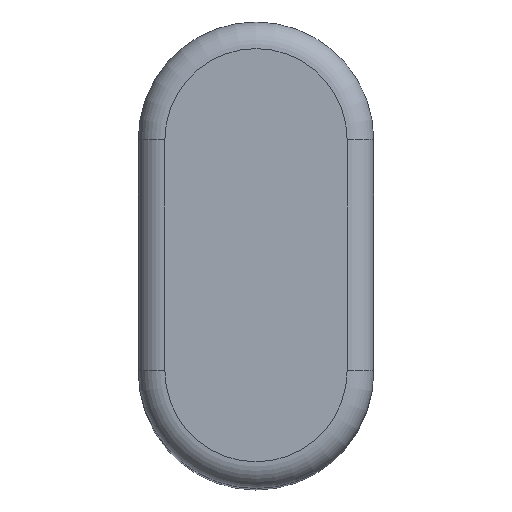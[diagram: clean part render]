
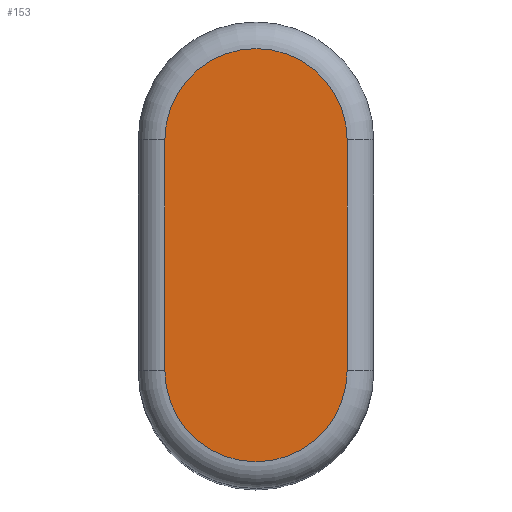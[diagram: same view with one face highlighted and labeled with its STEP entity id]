
A CAD part, top view. The second image highlights one B-rep face of the part: STEP entity #153.
In plain terms, the highlighted planar face has unit normal (0, 0, 1).
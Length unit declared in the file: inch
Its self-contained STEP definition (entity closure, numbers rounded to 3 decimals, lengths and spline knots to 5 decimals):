
#16=PLANE('',#180);
#27=FACE_OUTER_BOUND('',#37,.T.);
#37=EDGE_LOOP('',(#127,#128,#129,#130));
#41=LINE('',#243,#51);
#44=LINE('',#261,#54);
#51=VECTOR('',#191,0.3937);
#54=VECTOR('',#214,0.3937);
#64=CIRCLE('',#170,0.05129);
#68=CIRCLE('',#175,0.05129);
#72=VERTEX_POINT('',#240);
#73=VERTEX_POINT('',#242);
#76=VERTEX_POINT('',#249);
#77=VERTEX_POINT('',#254);
#84=EDGE_CURVE('',#72,#73,#41,.T.);
#88=EDGE_CURVE('',#76,#72,#64,.T.);
#92=EDGE_CURVE('',#73,#77,#68,.T.);
#94=EDGE_CURVE('',#77,#76,#44,.T.);
#127=ORIENTED_EDGE('',*,*,#84,.F.);
#128=ORIENTED_EDGE('',*,*,#88,.F.);
#129=ORIENTED_EDGE('',*,*,#94,.F.);
#130=ORIENTED_EDGE('',*,*,#92,.F.);
#153=ADVANCED_FACE('',(#27),#16,.T.);
#170=AXIS2_PLACEMENT_3D('',#251,#199,#200);
#175=AXIS2_PLACEMENT_3D('',#258,#209,#210);
#180=AXIS2_PLACEMENT_3D('',#272,#225,#226);
#191=DIRECTION('',(0.,1.,0.));
#199=DIRECTION('center_axis',(0.,0.,-1.));
#200=DIRECTION('ref_axis',(0.,-1.,0.));
#209=DIRECTION('center_axis',(0.,0.,-1.));
#210=DIRECTION('ref_axis',(0.,1.,0.));
#214=DIRECTION('',(0.,-1.,0.));
#225=DIRECTION('center_axis',(0.,0.,1.));
#226=DIRECTION('ref_axis',(1.,0.,0.));
#240=CARTESIAN_POINT('',(-0.05129,0.57,0.25));
#242=CARTESIAN_POINT('',(-0.05129,0.7,0.25));
#243=CARTESIAN_POINT('',(-0.05129,0.6025,0.25));
#249=CARTESIAN_POINT('',(0.05129,0.57,0.25));
#251=CARTESIAN_POINT('Origin',(0.,0.57,0.25));
#254=CARTESIAN_POINT('',(0.05129,0.7,0.25));
#258=CARTESIAN_POINT('Origin',(0.,0.7,0.25));
#261=CARTESIAN_POINT('',(0.05129,0.6675,0.25));
#272=CARTESIAN_POINT('Origin',(0.,0.635,0.25));
